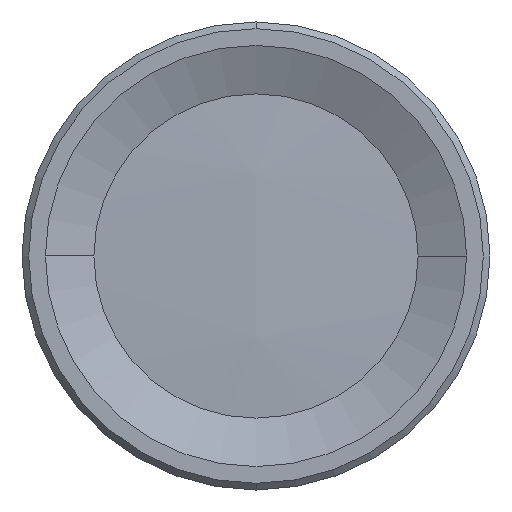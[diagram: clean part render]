
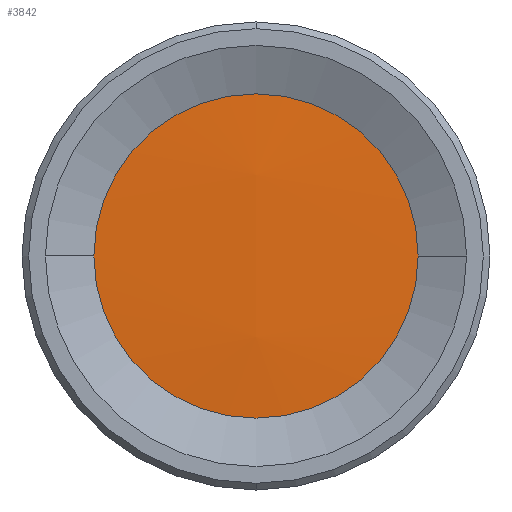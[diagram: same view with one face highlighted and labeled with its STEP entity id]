
A CAD part, left-side view. The second image highlights one B-rep face of the part: STEP entity #3842.
In plain terms, the highlighted spherical face has radius 72.9 mm.
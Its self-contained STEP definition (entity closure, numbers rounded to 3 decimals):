
#295 = CIRCLE ( 'NONE', #5327, 4.85 ) ;
#355 = EDGE_CURVE ( 'NONE', #999, #4167, #3163, .T. ) ;
#571 = DIRECTION ( 'NONE',  ( -0.998, 0., -0.068 ) ) ;
#795 = CARTESIAN_POINT ( 'NONE',  ( -8.38, -4.85, 0. ) ) ;
#999 = VERTEX_POINT ( 'NONE', #795 ) ;
#1081 = CARTESIAN_POINT ( 'NONE',  ( 64.358, 0., 0. ) ) ;
#1120 = EDGE_LOOP ( 'NONE', ( #2932, #2329 ) ) ;
#2329 = ORIENTED_EDGE ( 'NONE', *, *, #2900, .T. ) ;
#2548 = CARTESIAN_POINT ( 'NONE',  ( -8.38, 0., 0. ) ) ;
#2900 = EDGE_CURVE ( 'NONE', #4167, #999, #295, .T. ) ;
#2932 = ORIENTED_EDGE ( 'NONE', *, *, #355, .T. ) ;
#3163 = CIRCLE ( 'NONE', #3887, 4.85 ) ;
#3842 = ADVANCED_FACE ( 'NONE', ( #6492 ), #4453, .T. ) ;
#3887 = AXIS2_PLACEMENT_3D ( 'NONE', #4462, #5938, #4526 ) ;
#4110 = DIRECTION ( 'NONE',  ( 0., -1., 0. ) ) ;
#4167 = VERTEX_POINT ( 'NONE', #5325 ) ;
#4453 = SPHERICAL_SURFACE ( 'NONE', #4722, 72.9 ) ;
#4462 = CARTESIAN_POINT ( 'NONE',  ( -8.38, 0., 0. ) ) ;
#4526 = DIRECTION ( 'NONE',  ( 0., -1., 0. ) ) ;
#4722 = AXIS2_PLACEMENT_3D ( 'NONE', #1081, #6455, #571 ) ;
#5325 = CARTESIAN_POINT ( 'NONE',  ( -8.38, 4.85, 0. ) ) ;
#5327 = AXIS2_PLACEMENT_3D ( 'NONE', #2548, #5618, #4110 ) ;
#5618 = DIRECTION ( 'NONE',  ( -1., 0., 0. ) ) ;
#5938 = DIRECTION ( 'NONE',  ( -1., 0., 0. ) ) ;
#6455 = DIRECTION ( 'NONE',  ( 0., -1., 0. ) ) ;
#6492 = FACE_OUTER_BOUND ( 'NONE', #1120, .T. ) ;
